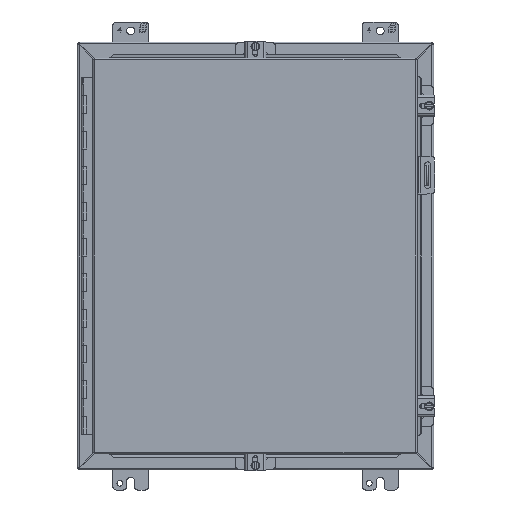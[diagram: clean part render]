
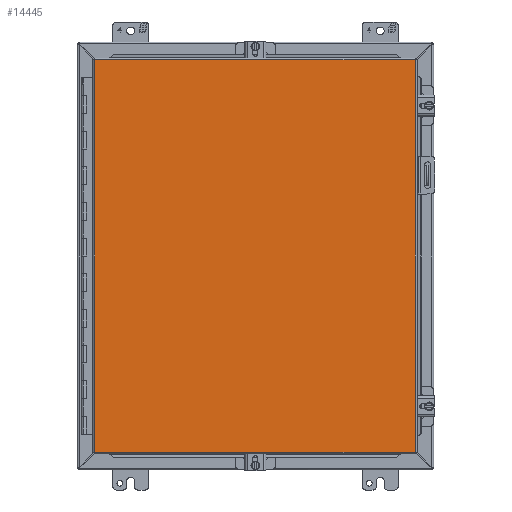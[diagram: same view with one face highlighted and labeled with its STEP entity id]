
A CAD part, front view. The second image highlights one B-rep face of the part: STEP entity #14445.
In plain terms, the highlighted planar face has unit normal (0, -1, 0).
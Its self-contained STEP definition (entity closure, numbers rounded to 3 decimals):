
#1864 = LINE ( 'NONE', #25271, #27038 ) ;
#1962 = CARTESIAN_POINT ( 'NONE',  ( -9.017, -7.21, 10.994 ) ) ;
#2604 = VERTEX_POINT ( 'NONE', #28731 ) ;
#7379 = EDGE_CURVE ( 'NONE', #23093, #31517, #16864, .T. ) ;
#8047 = EDGE_LOOP ( 'NONE', ( #14093, #30502, #26214, #25629 ) ) ;
#9586 = PLANE ( 'NONE',  #37724 ) ;
#10395 = VECTOR ( 'NONE', #17485, 39.37 ) ;
#11396 = LINE ( 'NONE', #34070, #36411 ) ;
#12282 = EDGE_CURVE ( 'NONE', #31517, #43894, #1864, .T. ) ;
#13046 = DIRECTION ( 'NONE',  ( -1., 0., 0. ) ) ;
#14093 = ORIENTED_EDGE ( 'NONE', *, *, #16903, .F. ) ;
#14248 = CARTESIAN_POINT ( 'NONE',  ( -9.017, -7.21, 10.995 ) ) ;
#14445 = ADVANCED_FACE ( 'NONE', ( #24599 ), #9586, .T. ) ;
#15249 = CARTESIAN_POINT ( 'NONE',  ( 8.955, -7.21, -10.995 ) ) ;
#16455 = DIRECTION ( 'NONE',  ( 0., 0., -1. ) ) ;
#16864 = LINE ( 'NONE', #24490, #27339 ) ;
#16903 = EDGE_CURVE ( 'NONE', #2604, #23093, #11396, .T. ) ;
#17485 = DIRECTION ( 'NONE',  ( 1., 0., 0. ) ) ;
#18014 = CARTESIAN_POINT ( 'NONE',  ( -9.017, -7.21, -10.995 ) ) ;
#21784 = EDGE_CURVE ( 'NONE', #43894, #2604, #36838, .T. ) ;
#23093 = VERTEX_POINT ( 'NONE', #15249 ) ;
#24490 = CARTESIAN_POINT ( 'NONE',  ( 8.955, -7.21, -10.995 ) ) ;
#24599 = FACE_OUTER_BOUND ( 'NONE', #8047, .T. ) ;
#25271 = CARTESIAN_POINT ( 'NONE',  ( -9.017, -7.21, -10.995 ) ) ;
#25629 = ORIENTED_EDGE ( 'NONE', *, *, #7379, .F. ) ;
#26214 = ORIENTED_EDGE ( 'NONE', *, *, #12282, .F. ) ;
#27038 = VECTOR ( 'NONE', #36997, 39.37 ) ;
#27339 = VECTOR ( 'NONE', #13046, 39.37 ) ;
#28731 = CARTESIAN_POINT ( 'NONE',  ( 8.955, -7.21, 10.995 ) ) ;
#30502 = ORIENTED_EDGE ( 'NONE', *, *, #21784, .F. ) ;
#31517 = VERTEX_POINT ( 'NONE', #18014 ) ;
#34070 = CARTESIAN_POINT ( 'NONE',  ( 8.955, -7.21, 10.994 ) ) ;
#36411 = VECTOR ( 'NONE', #46243, 39.37 ) ;
#36838 = LINE ( 'NONE', #1962, #10395 ) ;
#36997 = DIRECTION ( 'NONE',  ( 0., 0., 1. ) ) ;
#37724 = AXIS2_PLACEMENT_3D ( 'NONE', #44190, #43920, #16455 ) ;
#43894 = VERTEX_POINT ( 'NONE', #14248 ) ;
#43920 = DIRECTION ( 'NONE',  ( 0., -1., 0. ) ) ;
#44190 = CARTESIAN_POINT ( 'NONE',  ( -9.017, -7.21, -10.995 ) ) ;
#46243 = DIRECTION ( 'NONE',  ( 0., 0., -1. ) ) ;
